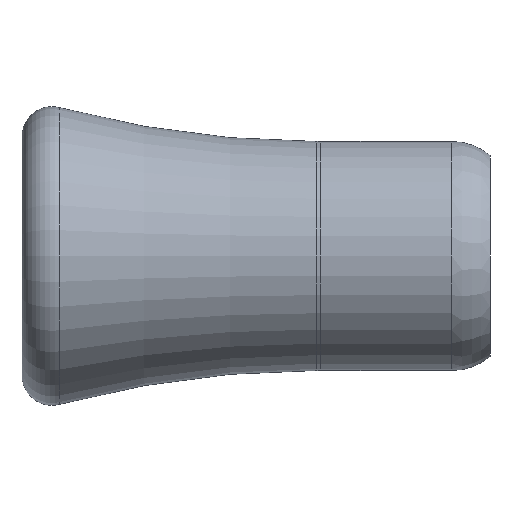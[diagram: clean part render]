
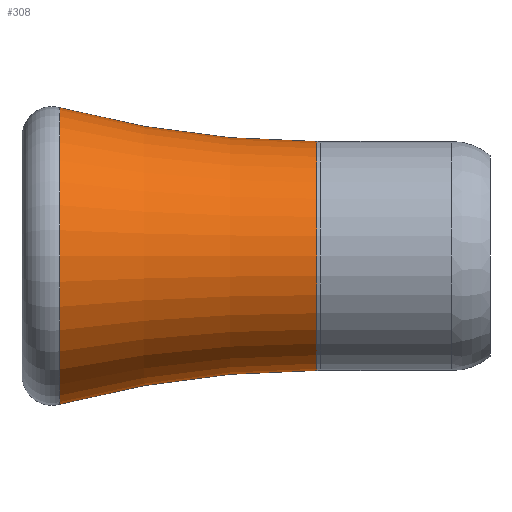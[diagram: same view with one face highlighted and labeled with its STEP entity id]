
A CAD part, left-side view. The second image highlights one B-rep face of the part: STEP entity #308.
In plain terms, the highlighted toroidal (fillet/blend) face has major radius 111.499 mm and minor radius 100 mm.
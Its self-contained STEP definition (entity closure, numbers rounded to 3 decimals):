
#1 = EDGE_CURVE ( 'NONE', #385, #460, #433, .T. ) ;
#15 = DIRECTION ( 'NONE',  ( 0., 0., 1. ) ) ;
#17 = DIRECTION ( 'NONE',  ( 0., 1., 0. ) ) ;
#20 = CARTESIAN_POINT ( 'NONE',  ( 0., -3.775, -14.898 ) ) ;
#21 = CARTESIAN_POINT ( 'NONE',  ( 0., -29.625, 0. ) ) ;
#27 = AXIS2_PLACEMENT_3D ( 'NONE', #114, #112, #111 ) ;
#49 = DIRECTION ( 'NONE',  ( 0., 0., 1. ) ) ;
#51 = DIRECTION ( 'NONE',  ( -1., 0., 0. ) ) ;
#53 = CARTESIAN_POINT ( 'NONE',  ( 0., -29.625, 111.499 ) ) ;
#79 = CARTESIAN_POINT ( 'NONE',  ( 0., -29.625, -11.499 ) ) ;
#111 = DIRECTION ( 'NONE',  ( 0., 0., 1. ) ) ;
#112 = DIRECTION ( 'NONE',  ( 0., 1., 0. ) ) ;
#114 = CARTESIAN_POINT ( 'NONE',  ( 0., -29.625, 0. ) ) ;
#134 = TOROIDAL_SURFACE ( 'NONE', #27, 111.499, 100. ) ;
#139 = DIRECTION ( 'NONE',  ( 0., 0., -1. ) ) ;
#140 = DIRECTION ( 'NONE',  ( 1., 0., 0. ) ) ;
#142 = CARTESIAN_POINT ( 'NONE',  ( 0., -29.625, -111.499 ) ) ;
#149 = CARTESIAN_POINT ( 'NONE',  ( 0., -3.775, 14.898 ) ) ;
#158 = FACE_OUTER_BOUND ( 'NONE', #503, .T. ) ;
#212 = CARTESIAN_POINT ( 'NONE',  ( 0., -29.625, 11.499 ) ) ;
#236 = ORIENTED_EDGE ( 'NONE', *, *, #388, .T. ) ;
#250 = DIRECTION ( 'NONE',  ( 0., 0., 1. ) ) ;
#252 = DIRECTION ( 'NONE',  ( 0., 1., 0. ) ) ;
#255 = CARTESIAN_POINT ( 'NONE',  ( 0., -3.775, 0. ) ) ;
#268 = EDGE_CURVE ( 'NONE', #385, #491, #312, .T. ) ;
#284 = ORIENTED_EDGE ( 'NONE', *, *, #350, .F. ) ;
#299 = AXIS2_PLACEMENT_3D ( 'NONE', #53, #51, #49 ) ;
#308 = ADVANCED_FACE ( 'NONE', ( #158 ), #134, .F. ) ;
#312 = CIRCLE ( 'NONE', #508, 100. ) ;
#328 = AXIS2_PLACEMENT_3D ( 'NONE', #255, #252, #250 ) ;
#350 = EDGE_CURVE ( 'NONE', #460, #441, #371, .T. ) ;
#371 = CIRCLE ( 'NONE', #299, 100. ) ;
#385 = VERTEX_POINT ( 'NONE', #20 ) ;
#388 = EDGE_CURVE ( 'NONE', #491, #441, #466, .T. ) ;
#412 = ORIENTED_EDGE ( 'NONE', *, *, #268, .T. ) ;
#433 = CIRCLE ( 'NONE', #328, 14.898 ) ;
#441 = VERTEX_POINT ( 'NONE', #212 ) ;
#460 = VERTEX_POINT ( 'NONE', #149 ) ;
#466 = CIRCLE ( 'NONE', #493, 11.499 ) ;
#491 = VERTEX_POINT ( 'NONE', #79 ) ;
#493 = AXIS2_PLACEMENT_3D ( 'NONE', #21, #17, #15 ) ;
#503 = EDGE_LOOP ( 'NONE', ( #412, #236, #284, #510 ) ) ;
#508 = AXIS2_PLACEMENT_3D ( 'NONE', #142, #140, #139 ) ;
#510 = ORIENTED_EDGE ( 'NONE', *, *, #1, .F. ) ;
